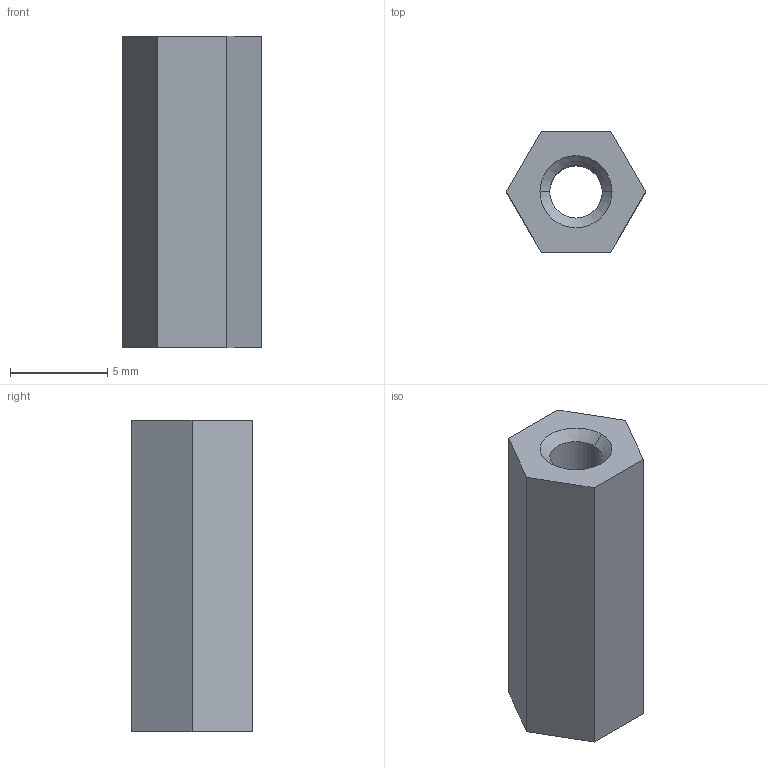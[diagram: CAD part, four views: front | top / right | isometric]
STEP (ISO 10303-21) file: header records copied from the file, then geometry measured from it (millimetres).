
FILE_DESCRIPTION (( 'STEP AP214' ), '1' );
FILE_NAME ('41253 16mm Length Post.STEP', '2017-02-01T20:55:44', ( '' ), ( '' ), 'SwSTEP 2.0', 'SolidWorks 2016', '' );
FILE_SCHEMA (( 'AUTOMOTIVE_DESIGN' ));
Length unit declared in the file: millimetre
Products named in the file (2): 41253 16mm Length Post
Bounding box: 7.16 x 6.2 x 16 mm (x, y, z)
Volume: 438.6 mm3; surface area: 530.2 mm2
Topology: 1 solids, 1 shells, 14 faces, 32 edges, 20 vertices
Faces by surface type: plane 8, cone 4, cylinder 2
Entity records: 467 total; most frequent: DIRECTION 72, CARTESIAN_POINT 68, ORIENTED_EDGE 64, EDGE_CURVE 32, LINE 24, VECTOR 24, AXIS2_PLACEMENT_3D 24, VERTEX_POINT 20
